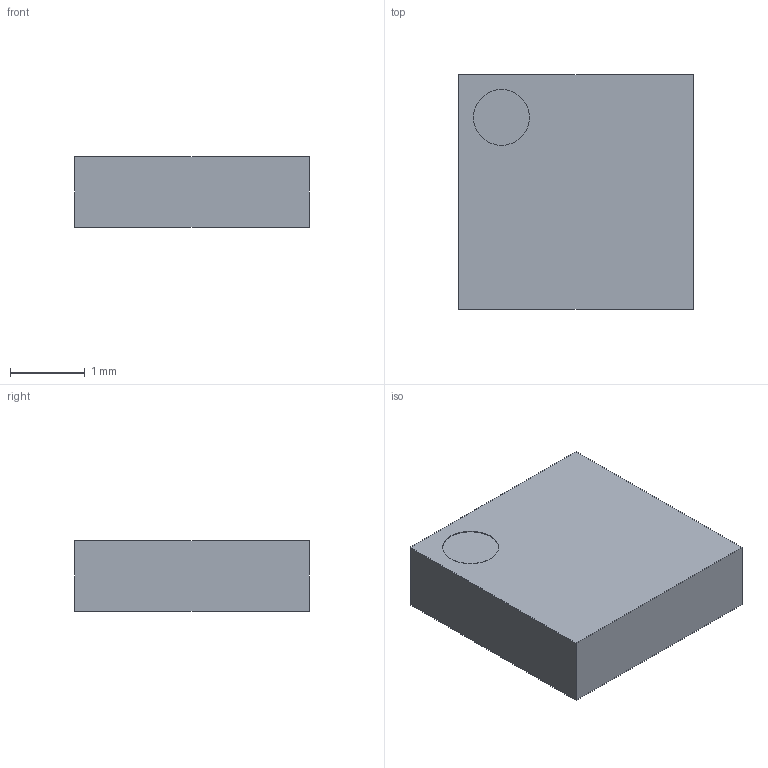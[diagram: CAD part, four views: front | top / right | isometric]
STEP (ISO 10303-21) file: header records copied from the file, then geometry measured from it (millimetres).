
FILE_DESCRIPTION (( 'STEP AP214' ), '1' );
FILE_NAME ('STM_16-TFLGA_3x3.STEP', '2021-05-23T14:06:03', ( '' ), ( '' ), 'SwSTEP 2.0', 'SolidWorks 2020', '' );
FILE_SCHEMA (( 'AUTOMOTIVE_DESIGN' ));
Length unit declared in the file: millimetre
Products named in the file (1): STM_16-TFLGA_3x3
Bounding box: 3.15 x 3.15 x 0.94 mm (x, y, z)
Volume: 9.3 mm3; surface area: 31.9 mm2
Topology: 1 solids, 1 shells, 92 faces, 216 edges, 144 vertices
Faces by surface type: plane 88, cylinder 4
Entity records: 3568 total; most frequent: CARTESIAN_POINT 453, ORIENTED_EDGE 432, DIRECTION 410, EDGE_CURVE 216, LINE 208, VECTOR 208, VERTEX_POINT 144, EDGE_LOOP 110
